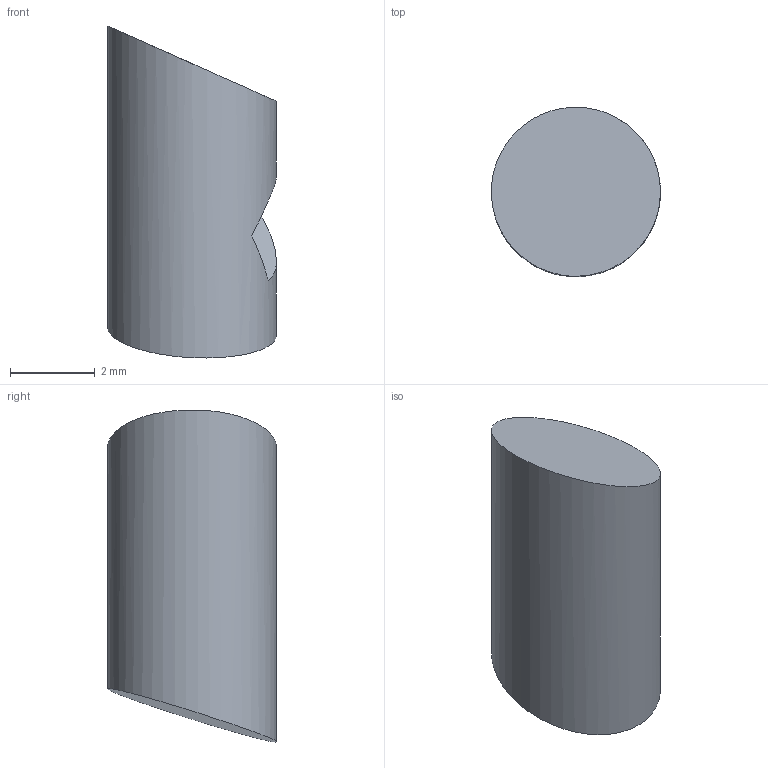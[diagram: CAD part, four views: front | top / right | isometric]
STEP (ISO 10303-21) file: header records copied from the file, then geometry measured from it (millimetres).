
FILE_DESCRIPTION(('FreeCAD Model'),'2;1');
FILE_NAME( 'biseau.stp', '2020-09-28T21:36:20',('Author'),(''), 'Open CASCADE STEP processor 7.3','FreeCAD','Unknown');
FILE_SCHEMA(('AUTOMOTIVE_DESIGN { 1 0 10303 214 1 1 1 1 }'));
Length unit declared in the file: millimetre
Products named in the file (1): Slice.004
Bounding box: 4 x 4 x 7.85 mm (x, y, z)
Volume: 78.1 mm3; surface area: 108.2 mm2
Topology: 1 solids, 1 shells, 6 faces, 13 edges, 9 vertices
Faces by surface type: plane 5, cylinder 1
Full cylindrical faces by diameter (mm): 4 x1
Entity records: 438 total; most frequent: CARTESIAN_POINT 146, DIRECTION 53, ORIENTED_EDGE 26, PCURVE 26, DEFINITIONAL_REPRESENTATION 26, ELLIPSE 16, AXIS2_PLACEMENT_3D 15, LINE 15
